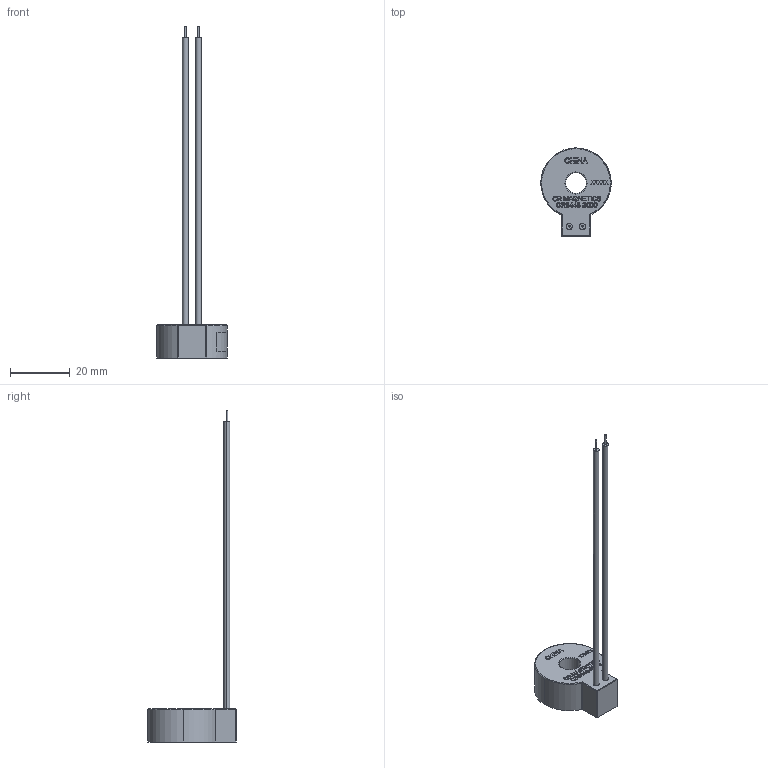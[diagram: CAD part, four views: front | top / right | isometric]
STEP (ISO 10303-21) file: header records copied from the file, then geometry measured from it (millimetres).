
FILE_DESCRIPTION (( 'STEP AP203' ), '1' );
FILE_NAME ('CR8448-2000.STEP', '2023-08-08T18:52:54', ( '' ), ( '' ), 'SwSTEP 2.0', 'SolidWorks 2022', '' );
FILE_SCHEMA (( 'CONFIG_CONTROL_DESIGN' ));
Length unit declared in the file: millimetre
Products named in the file (1): CR8448-2000
Bounding box: 23.54 x 29.5 x 111.05 mm (x, y, z)
Volume: 5564.9 mm3; surface area: 3341.5 mm2
Topology: 1 solids, 1 shells, 498 faces, 1320 edges, 872 vertices
Faces by surface type: plane 290, bspline 170, cylinder 26, torus 10, sphere 2
Entity records: 24608 total; most frequent: CARTESIAN_POINT 13293, ORIENTED_EDGE 2632, DIRECTION 1701, EDGE_CURVE 1316, LINE 901, VECTOR 901, VERTEX_POINT 872, EDGE_LOOP 552
